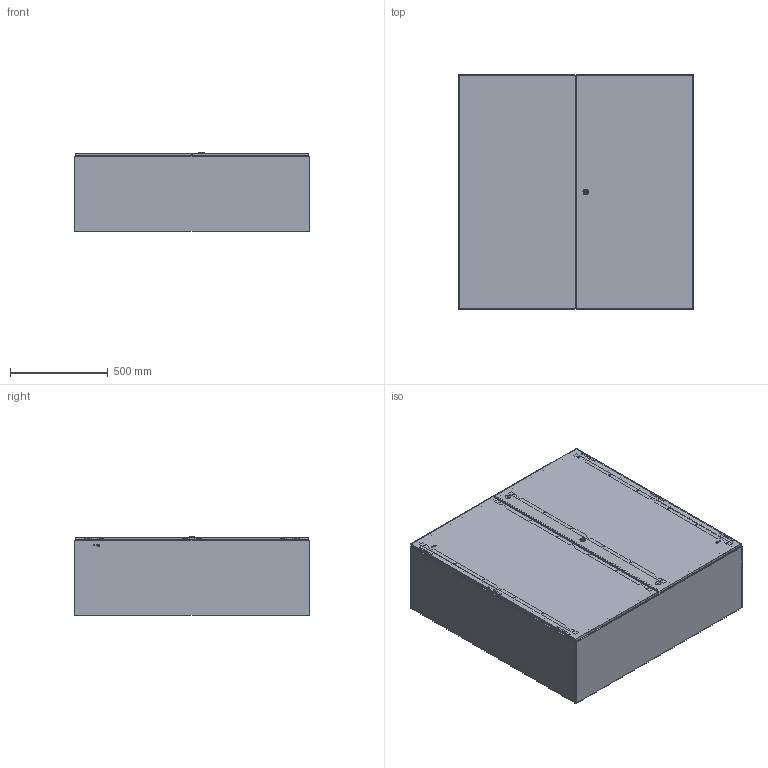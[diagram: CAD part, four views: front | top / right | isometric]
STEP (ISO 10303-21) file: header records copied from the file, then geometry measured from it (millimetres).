
FILE_DESCRIPTION (( 'STEP AP214' ), '1' );
FILE_NAME ('3351-1212-40-00.step', '2024-01-10T07:31:41', ( '' ), ( '' ), 'SwSTEP 2.0', 'SolidWorks 2019', '' );
FILE_SCHEMA (( 'AUTOMOTIVE_DESIGN' ));
Length unit declared in the file: millimetre
Products named in the file (6): Tuer_gg_wgES_3351-1212-02-90; Tuer2_wgES_3351-1212-05-90; Korpus_wgES_1212-40; 3351-1212-40-00; Montageplattenbeipack_wgES_1212; Tuer_lp_wgES_3351-1212-01-90
Assembly tree (5 placements, depth 3):
  3351-1212-40-00
    Korpus_wgES_1212-40
    Tuer2_wgES_3351-1212-05-90
      Tuer_gg_wgES_3351-1212-02-90
      Tuer_lp_wgES_3351-1212-01-90
    Montageplattenbeipack_wgES_1212
Bounding box: 1200 x 1200 x 406.5 mm (x, y, z)
Volume: 8798313.6 mm3; surface area: 10525257.7 mm2
Topology: 56 solids, 56 shells, 2787 faces, 6963 edges, 4500 vertices
Faces by surface type: plane 1435, cylinder 1194, cone 66, torus 60, sphere 32
Entity records: 89113 total; most frequent: CARTESIAN_POINT 15379, DIRECTION 15041, ORIENTED_EDGE 13830, EDGE_CURVE 6915, AXIS2_PLACEMENT_3D 5506, VERTEX_POINT 4476, LINE 4029, VECTOR 4029
